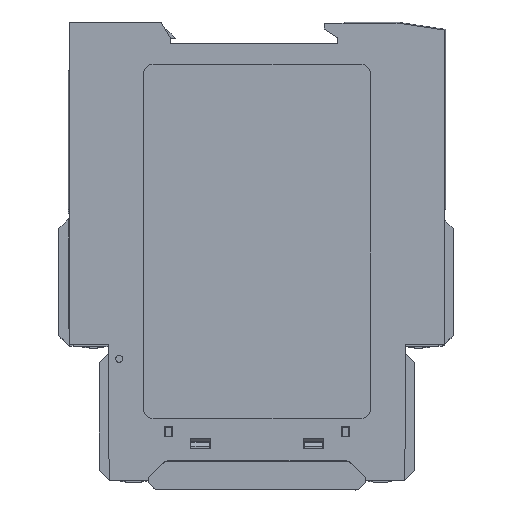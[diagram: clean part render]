
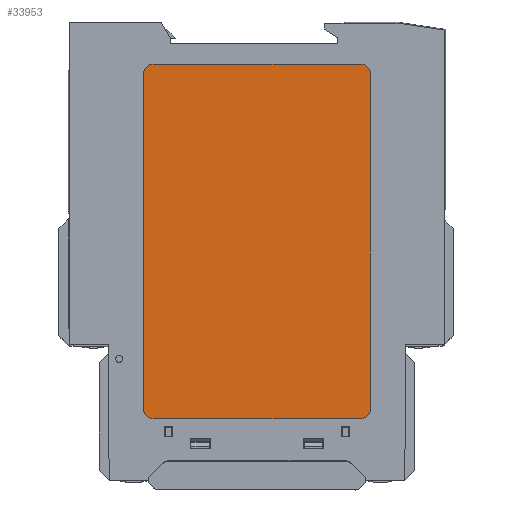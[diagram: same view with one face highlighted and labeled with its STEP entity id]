
A CAD part, top view. The second image highlights one B-rep face of the part: STEP entity #33953.
In plain terms, the highlighted planar face has unit normal (0, 0, 1).
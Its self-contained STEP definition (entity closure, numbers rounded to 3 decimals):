
#1223=B_SPLINE_CURVE_WITH_KNOTS('',3,(#51374,#51375,#51376,#51377,#51378,
#51379,#51380),.UNSPECIFIED.,.F.,.F.,(4,3,4),(0.,0.5,1.),
 .UNSPECIFIED.);
#1224=B_SPLINE_CURVE_WITH_KNOTS('',3,(#51395,#51396,#51397,#51398,#51399,
#51400,#51401),.UNSPECIFIED.,.F.,.F.,(4,3,4),(0.,0.5,1.),
 .UNSPECIFIED.);
#1225=B_SPLINE_CURVE_WITH_KNOTS('',3,(#51408,#51409,#51410,#51411,#51412,
#51413,#51414),.UNSPECIFIED.,.F.,.F.,(4,3,4),(0.,0.5,1.),
 .UNSPECIFIED.);
#1226=B_SPLINE_CURVE_WITH_KNOTS('',3,(#51417,#51418,#51419,#51420,#51421,
#51422,#51423),.UNSPECIFIED.,.F.,.F.,(4,3,4),(0.,0.5,1.),
 .UNSPECIFIED.);
#2032=PLANE('',#35784);
#3644=FACE_OUTER_BOUND('',#5458,.T.);
#5458=EDGE_LOOP('',(#27586,#27587,#27588,#27589,#27590,#27591,#27592,#27593,
#27594,#27595));
#8858=LINE('',#51391,#13230);
#8859=LINE('',#51393,#13231);
#8860=LINE('',#51402,#13232);
#8861=LINE('',#51404,#13233);
#8862=LINE('',#51406,#13234);
#8863=LINE('',#51416,#13235);
#13230=VECTOR('',#40645,0.022);
#13231=VECTOR('',#40646,0.022);
#13232=VECTOR('',#40647,0.071);
#13233=VECTOR('',#40648,0.022);
#13234=VECTOR('',#40649,0.022);
#13235=VECTOR('',#40650,0.071);
#17091=VERTEX_POINT('',#51371);
#17092=VERTEX_POINT('',#51373);
#17095=VERTEX_POINT('',#51389);
#17096=VERTEX_POINT('',#51390);
#17097=VERTEX_POINT('',#51392);
#17098=VERTEX_POINT('',#51394);
#17099=VERTEX_POINT('',#51403);
#17100=VERTEX_POINT('',#51405);
#17101=VERTEX_POINT('',#51407);
#17102=VERTEX_POINT('',#51415);
#20904=EDGE_CURVE('',#17092,#17091,#1223,.T.);
#20909=EDGE_CURVE('',#17095,#17096,#8858,.T.);
#20910=EDGE_CURVE('',#17095,#17097,#8859,.T.);
#20911=EDGE_CURVE('',#17097,#17098,#1224,.T.);
#20912=EDGE_CURVE('',#17098,#17092,#8860,.T.);
#20913=EDGE_CURVE('',#17091,#17099,#8861,.T.);
#20914=EDGE_CURVE('',#17100,#17099,#8862,.T.);
#20915=EDGE_CURVE('',#17101,#17100,#1225,.T.);
#20916=EDGE_CURVE('',#17102,#17101,#8863,.T.);
#20917=EDGE_CURVE('',#17096,#17102,#1226,.T.);
#27586=ORIENTED_EDGE('',*,*,#20909,.F.);
#27587=ORIENTED_EDGE('',*,*,#20910,.T.);
#27588=ORIENTED_EDGE('',*,*,#20911,.T.);
#27589=ORIENTED_EDGE('',*,*,#20912,.T.);
#27590=ORIENTED_EDGE('',*,*,#20904,.T.);
#27591=ORIENTED_EDGE('',*,*,#20913,.T.);
#27592=ORIENTED_EDGE('',*,*,#20914,.F.);
#27593=ORIENTED_EDGE('',*,*,#20915,.F.);
#27594=ORIENTED_EDGE('',*,*,#20916,.F.);
#27595=ORIENTED_EDGE('',*,*,#20917,.F.);
#33953=ADVANCED_FACE('',(#3644),#2032,.F.);
#35784=AXIS2_PLACEMENT_3D('',#51388,#40643,#40644);
#40643=DIRECTION('center_axis',(0.,0.,
-1.));
#40644=DIRECTION('ref_axis',(1.,0.,0.));
#40645=DIRECTION('',(1.,0.,0.));
#40646=DIRECTION('',(-1.,0.,0.));
#40647=DIRECTION('',(0.,-1.,0.));
#40648=DIRECTION('',(1.,0.,0.));
#40649=DIRECTION('',(-1.,0.,0.));
#40650=DIRECTION('',(0.,-1.,0.));
#51371=CARTESIAN_POINT('',(-0.081,-0.113,0.));
#51373=CARTESIAN_POINT('',(-0.083,-0.111,0.));
#51374=CARTESIAN_POINT('Ctrl Pts',(-0.083,-0.111,
0.));
#51375=CARTESIAN_POINT('Ctrl Pts',(-0.083,-0.112,
0.));
#51376=CARTESIAN_POINT('Ctrl Pts',(-0.082,-0.112,
0.));
#51377=CARTESIAN_POINT('Ctrl Pts',(-0.082,-0.113,
0.));
#51378=CARTESIAN_POINT('Ctrl Pts',(-0.082,-0.113,
0.));
#51379=CARTESIAN_POINT('Ctrl Pts',(-0.081,-0.113,
0.));
#51380=CARTESIAN_POINT('Ctrl Pts',(-0.081,-0.113,
0.));
#51388=CARTESIAN_POINT('Origin',(-0.059,-0.038,0.));
#51389=CARTESIAN_POINT('',(-0.059,-0.038,0.));
#51390=CARTESIAN_POINT('',(-0.037,-0.038,0.));
#51391=CARTESIAN_POINT('',(-0.059,-0.038,0.));
#51392=CARTESIAN_POINT('',(-0.081,-0.038,0.));
#51393=CARTESIAN_POINT('',(-0.07,-0.038,0.));
#51394=CARTESIAN_POINT('',(-0.083,-0.04,0.));
#51395=CARTESIAN_POINT('Ctrl Pts',(-0.081,-0.038,
0.));
#51396=CARTESIAN_POINT('Ctrl Pts',(-0.081,-0.038,
0.));
#51397=CARTESIAN_POINT('Ctrl Pts',(-0.082,-0.038,
0.));
#51398=CARTESIAN_POINT('Ctrl Pts',(-0.082,-0.039,
0.));
#51399=CARTESIAN_POINT('Ctrl Pts',(-0.082,-0.039,
0.));
#51400=CARTESIAN_POINT('Ctrl Pts',(-0.083,-0.04,
0.));
#51401=CARTESIAN_POINT('Ctrl Pts',(-0.083,-0.04,
0.));
#51402=CARTESIAN_POINT('',(-0.083,-0.076,0.));
#51403=CARTESIAN_POINT('',(-0.059,-0.113,0.));
#51404=CARTESIAN_POINT('',(-0.07,-0.113,0.));
#51405=CARTESIAN_POINT('',(-0.037,-0.113,0.));
#51406=CARTESIAN_POINT('',(-0.037,-0.113,0.));
#51407=CARTESIAN_POINT('',(-0.035,-0.111,0.));
#51408=CARTESIAN_POINT('Ctrl Pts',(-0.035,-0.111,
0.));
#51409=CARTESIAN_POINT('Ctrl Pts',(-0.035,-0.112,
0.));
#51410=CARTESIAN_POINT('Ctrl Pts',(-0.035,-0.112,
0.));
#51411=CARTESIAN_POINT('Ctrl Pts',(-0.035,-0.113,
0.));
#51412=CARTESIAN_POINT('Ctrl Pts',(-0.036,-0.113,
0.));
#51413=CARTESIAN_POINT('Ctrl Pts',(-0.036,-0.113,
0.));
#51414=CARTESIAN_POINT('Ctrl Pts',(-0.037,-0.113,
0.));
#51415=CARTESIAN_POINT('',(-0.035,-0.04,0.));
#51416=CARTESIAN_POINT('',(-0.035,-0.04,0.));
#51417=CARTESIAN_POINT('Ctrl Pts',(-0.037,-0.038,
0.));
#51418=CARTESIAN_POINT('Ctrl Pts',(-0.036,-0.038,
0.));
#51419=CARTESIAN_POINT('Ctrl Pts',(-0.036,-0.038,
0.));
#51420=CARTESIAN_POINT('Ctrl Pts',(-0.035,-0.039,
0.));
#51421=CARTESIAN_POINT('Ctrl Pts',(-0.035,-0.039,
0.));
#51422=CARTESIAN_POINT('Ctrl Pts',(-0.035,-0.04,
0.));
#51423=CARTESIAN_POINT('Ctrl Pts',(-0.035,-0.04,
0.));
